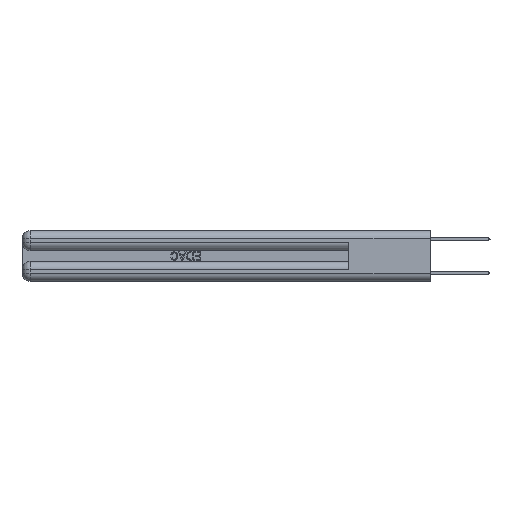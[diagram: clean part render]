
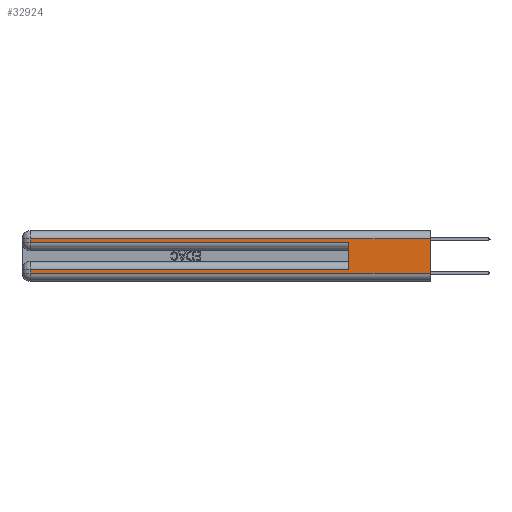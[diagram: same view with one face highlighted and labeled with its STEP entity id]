
A CAD part, left-side view. The second image highlights one B-rep face of the part: STEP entity #32924.
In plain terms, the highlighted planar face has unit normal (-1, 0, 0).
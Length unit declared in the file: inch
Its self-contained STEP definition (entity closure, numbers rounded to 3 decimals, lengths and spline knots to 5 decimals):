
#25 = CARTESIAN_POINT ( 'NONE',  ( 0., 0., 0.085 ) ) ;
#699 = VECTOR ( 'NONE', #800, 39.37008 ) ;
#800 = DIRECTION ( 'NONE',  ( 0., 0., 1. ) ) ;
#2375 = DIRECTION ( 'NONE',  ( 0., -1., 0. ) ) ;
#2560 = EDGE_CURVE ( 'NONE', #32553, #29917, #15870, .T. ) ;
#3328 = CARTESIAN_POINT ( 'NONE',  ( 0., 2.94, 0.37 ) ) ;
#4825 = VERTEX_POINT ( 'NONE', #24453 ) ;
#4865 = ORIENTED_EDGE ( 'NONE', *, *, #31800, .T. ) ;
#5896 = VECTOR ( 'NONE', #22011, 39.37008 ) ;
#5938 = CARTESIAN_POINT ( 'NONE',  ( 0., 2.94, 0.285 ) ) ;
#6554 = VECTOR ( 'NONE', #11701, 39.37008 ) ;
#7730 = DIRECTION ( 'NONE',  ( 0., 0., -1. ) ) ;
#8419 = CARTESIAN_POINT ( 'NONE',  ( 0., 0., 0.06 ) ) ;
#8519 = CARTESIAN_POINT ( 'NONE',  ( 0., 0., 0.31 ) ) ;
#9381 = ORIENTED_EDGE ( 'NONE', *, *, #25973, .T. ) ;
#9688 = LINE ( 'NONE', #30749, #26983 ) ;
#11464 = CARTESIAN_POINT ( 'NONE',  ( 0., 0.6, 0.285 ) ) ;
#11540 = ORIENTED_EDGE ( 'NONE', *, *, #2560, .T. ) ;
#11701 = DIRECTION ( 'NONE',  ( 0., -1., 0. ) ) ;
#12660 = VERTEX_POINT ( 'NONE', #27232 ) ;
#15213 = CARTESIAN_POINT ( 'NONE',  ( 0., 0., 0.31 ) ) ;
#15222 = FACE_OUTER_BOUND ( 'NONE', #16441, .T. ) ;
#15870 = LINE ( 'NONE', #33937, #20979 ) ;
#16299 = EDGE_CURVE ( 'NONE', #21071, #29917, #34638, .T. ) ;
#16441 = EDGE_LOOP ( 'NONE', ( #31996, #21339, #4865, #18328, #24970, #22133, #9381, #11540 ) ) ;
#16858 = CARTESIAN_POINT ( 'NONE',  ( 0., 2.94, 0.085 ) ) ;
#18328 = ORIENTED_EDGE ( 'NONE', *, *, #19314, .T. ) ;
#18815 = DIRECTION ( 'NONE',  ( 0., 1., 0. ) ) ;
#19002 = LINE ( 'NONE', #25, #22376 ) ;
#19314 = EDGE_CURVE ( 'NONE', #28726, #24167, #33831, .T. ) ;
#19800 = CARTESIAN_POINT ( 'NONE',  ( 0., 0.6, 0.145 ) ) ;
#20979 = VECTOR ( 'NONE', #2375, 39.37008 ) ;
#21071 = VERTEX_POINT ( 'NONE', #15213 ) ;
#21339 = ORIENTED_EDGE ( 'NONE', *, *, #34552, .T. ) ;
#21682 = VECTOR ( 'NONE', #7730, 39.37008 ) ;
#22011 = DIRECTION ( 'NONE',  ( 0., 1., 0. ) ) ;
#22121 = DIRECTION ( 'NONE',  ( 0., 0., -1. ) ) ;
#22133 = ORIENTED_EDGE ( 'NONE', *, *, #33272, .T. ) ;
#22376 = VECTOR ( 'NONE', #18815, 39.37008 ) ;
#22478 = VECTOR ( 'NONE', #22121, 39.37008 ) ;
#22626 = CARTESIAN_POINT ( 'NONE',  ( 0., 0., 0.37 ) ) ;
#22939 = LINE ( 'NONE', #19800, #699 ) ;
#23107 = CARTESIAN_POINT ( 'NONE',  ( 0., 2.94, 0.06 ) ) ;
#23637 = EDGE_CURVE ( 'NONE', #4825, #24167, #22939, .T. ) ;
#24167 = VERTEX_POINT ( 'NONE', #11464 ) ;
#24311 = CARTESIAN_POINT ( 'NONE',  ( 0., 0., 0.285 ) ) ;
#24453 = CARTESIAN_POINT ( 'NONE',  ( 0., 0.6, 0.085 ) ) ;
#24970 = ORIENTED_EDGE ( 'NONE', *, *, #23637, .F. ) ;
#25406 = PLANE ( 'NONE',  #32492 ) ;
#25973 = EDGE_CURVE ( 'NONE', #28699, #32553, #9688, .T. ) ;
#26983 = VECTOR ( 'NONE', #28529, 39.37008 ) ;
#27232 = CARTESIAN_POINT ( 'NONE',  ( 0., 2.94, 0.31 ) ) ;
#27912 = LINE ( 'NONE', #3328, #22478 ) ;
#28114 = DIRECTION ( 'NONE',  ( 1., 0., 0. ) ) ;
#28529 = DIRECTION ( 'NONE',  ( 0., 0., -1. ) ) ;
#28699 = VERTEX_POINT ( 'NONE', #16858 ) ;
#28726 = VERTEX_POINT ( 'NONE', #5938 ) ;
#29917 = VERTEX_POINT ( 'NONE', #8419 ) ;
#30749 = CARTESIAN_POINT ( 'NONE',  ( 0., 2.94, 0.37 ) ) ;
#30792 = DIRECTION ( 'NONE',  ( 0., 0., -1. ) ) ;
#31800 = EDGE_CURVE ( 'NONE', #12660, #28726, #27912, .T. ) ;
#31996 = ORIENTED_EDGE ( 'NONE', *, *, #16299, .F. ) ;
#32492 = AXIS2_PLACEMENT_3D ( 'NONE', #22626, #28114, #30792 ) ;
#32553 = VERTEX_POINT ( 'NONE', #23107 ) ;
#32705 = CARTESIAN_POINT ( 'NONE',  ( 0., 0., 0.37 ) ) ;
#32769 = LINE ( 'NONE', #8519, #5896 ) ;
#32924 = ADVANCED_FACE ( 'NONE', ( #15222 ), #25406, .F. ) ;
#33272 = EDGE_CURVE ( 'NONE', #4825, #28699, #19002, .T. ) ;
#33831 = LINE ( 'NONE', #24311, #6554 ) ;
#33937 = CARTESIAN_POINT ( 'NONE',  ( 0., 0., 0.06 ) ) ;
#34552 = EDGE_CURVE ( 'NONE', #21071, #12660, #32769, .T. ) ;
#34638 = LINE ( 'NONE', #32705, #21682 ) ;
